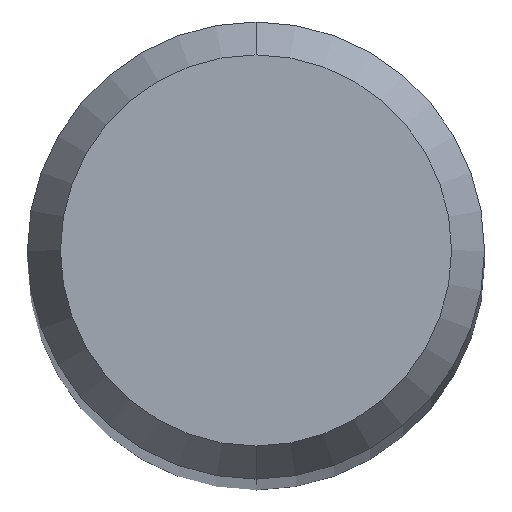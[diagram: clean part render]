
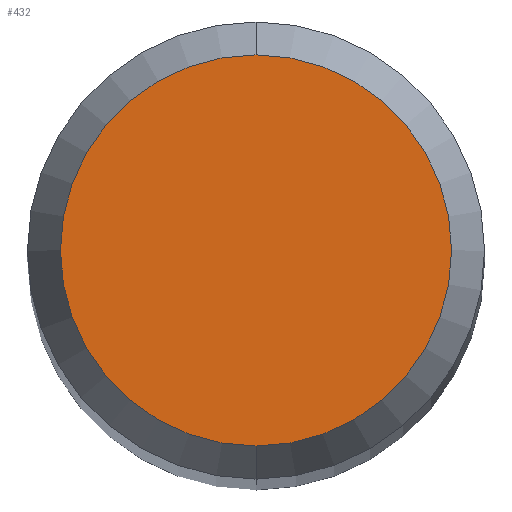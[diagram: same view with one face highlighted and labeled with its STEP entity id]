
A CAD part, top view. The second image highlights one B-rep face of the part: STEP entity #432.
In plain terms, the highlighted planar face has unit normal (0, 0, 1).
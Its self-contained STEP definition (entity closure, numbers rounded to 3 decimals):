
#180=EDGE_CURVE('',#212,#378,#475,.T.);
#212=VERTEX_POINT('',#511);
#264=EDGE_CURVE('',#378,#212,#567,.T.);
#378=VERTEX_POINT('',#690);
#432=ADVANCED_FACE('',(#751),#752,.T.);
#475=CIRCLE('',#820,1.358);
#511=CARTESIAN_POINT('',(0.,-1.358,0.0));
#567=CIRCLE('',#1044,1.358);
#690=CARTESIAN_POINT('',(0.0,1.358,0.0));
#751=FACE_OUTER_BOUND('',#1365,.T.);
#752=PLANE('',#1366);
#820=AXIS2_PLACEMENT_3D('',#1398,#1399,#1400);
#1044=AXIS2_PLACEMENT_3D('',#1494,#1495,#1496);
#1365=EDGE_LOOP('',(#1697,#1698));
#1366=AXIS2_PLACEMENT_3D('',#1699,#1700,#1701);
#1398=CARTESIAN_POINT('',(0.0,0.0,0.0));
#1399=DIRECTION('',(0.0,0.0,-1.0));
#1400=DIRECTION('',(0.0,1.0,0.0));
#1494=CARTESIAN_POINT('',(0.0,0.0,0.0));
#1495=DIRECTION('',(0.0,0.0,-1.0));
#1496=DIRECTION('',(0.0,1.0,0.0));
#1697=ORIENTED_EDGE('',*,*,#264,.F.);
#1698=ORIENTED_EDGE('',*,*,#180,.F.);
#1699=CARTESIAN_POINT('',(0.0,0.679,0.0));
#1700=DIRECTION('',(-0.0,0.0,1.0));
#1701=DIRECTION('',(0.0,-1.0,0.0));
